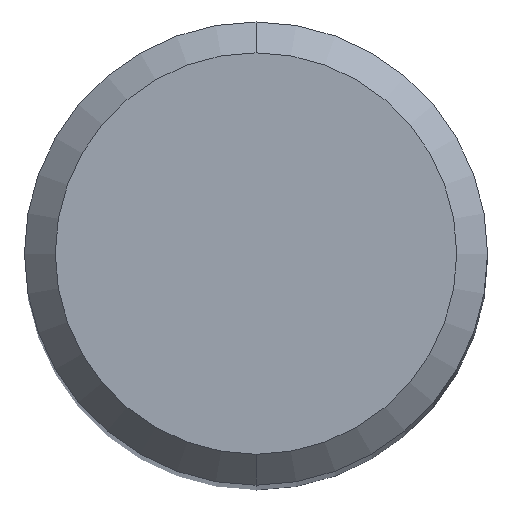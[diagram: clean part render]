
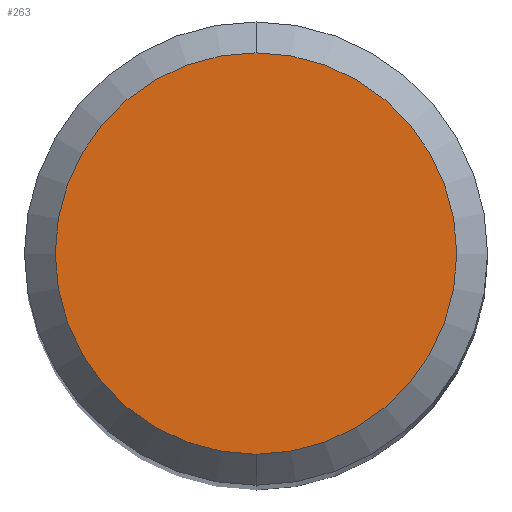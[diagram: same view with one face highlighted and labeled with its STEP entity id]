
A CAD part, top view. The second image highlights one B-rep face of the part: STEP entity #263.
In plain terms, the highlighted planar face has unit normal (0, 0, 1).
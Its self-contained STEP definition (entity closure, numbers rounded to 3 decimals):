
#253=VERTEX_POINT('',#619);
#263=ADVANCED_FACE('',(#630),#631,.T.);
#271=EDGE_CURVE('',#253,#383,#640,.T.);
#325=EDGE_CURVE('',#383,#253,#699,.T.);
#383=VERTEX_POINT('',#765);
#619=CARTESIAN_POINT('',(0.0,2.6,0.0));
#630=FACE_OUTER_BOUND('',#1128,.T.);
#631=PLANE('',#1129);
#640=CIRCLE('',#1146,2.6);
#699=CIRCLE('',#1279,2.6);
#765=CARTESIAN_POINT('',(0.,-2.6,0.0));
#1128=EDGE_LOOP('',(#1721,#1722));
#1129=AXIS2_PLACEMENT_3D('',#1723,#1724,#1725);
#1146=AXIS2_PLACEMENT_3D('',#1736,#1737,#1738);
#1279=AXIS2_PLACEMENT_3D('',#1813,#1814,#1815);
#1721=ORIENTED_EDGE('',*,*,#271,.F.);
#1722=ORIENTED_EDGE('',*,*,#325,.F.);
#1723=CARTESIAN_POINT('',(0.0,1.3,0.0));
#1724=DIRECTION('',(-0.0,0.0,1.0));
#1725=DIRECTION('',(0.0,-1.0,0.0));
#1736=CARTESIAN_POINT('',(0.0,0.0,0.0));
#1737=DIRECTION('',(0.0,0.0,-1.0));
#1738=DIRECTION('',(0.0,1.0,0.0));
#1813=CARTESIAN_POINT('',(0.0,0.0,0.0));
#1814=DIRECTION('',(0.0,0.0,-1.0));
#1815=DIRECTION('',(0.0,1.0,0.0));
